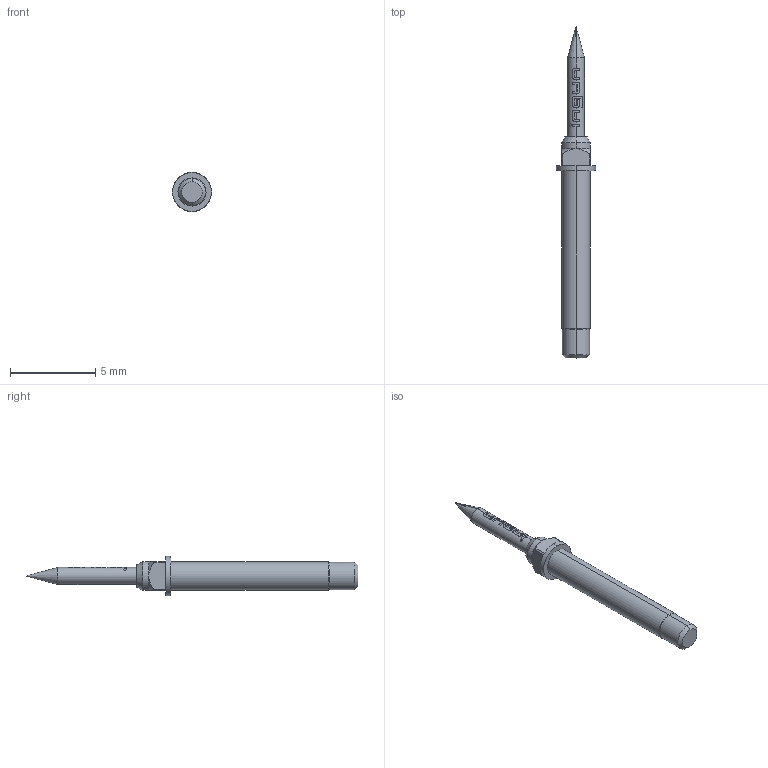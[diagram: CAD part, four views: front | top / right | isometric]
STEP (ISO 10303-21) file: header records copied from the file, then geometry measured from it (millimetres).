
FILE_DESCRIPTION (( 'STEP AP203' ), '1' );
FILE_NAME ('INGUN_GKS-427_201_100_A_xx02_M.STEP', '2022-01-27T07:47:19', ( 'ochi' ), ( '' ), 'SwSTEP 2.0', 'SolidWorks 2018', '' );
FILE_SCHEMA (( 'CONFIG_CONTROL_DESIGN' ));
Length unit declared in the file: millimetre
Products named in the file (1): INGUN_GKS-427_201_100_A_xx02_M
Bounding box: 2.3 x 19.5 x 2.3 mm (x, y, z)
Volume: 32.8 mm3; surface area: 92.3 mm2
Topology: 1 solids, 1 shells, 105 faces, 287 edges, 185 vertices
Faces by surface type: plane 51, bspline 22, cylinder 20, cone 12
Entity records: 3684 total; most frequent: CARTESIAN_POINT 1126, ORIENTED_EDGE 570, DIRECTION 451, EDGE_CURVE 285, VERTEX_POINT 185, AXIS2_PLACEMENT_3D 176, EDGE_LOOP 108, FACE_OUTER_BOUND 105
